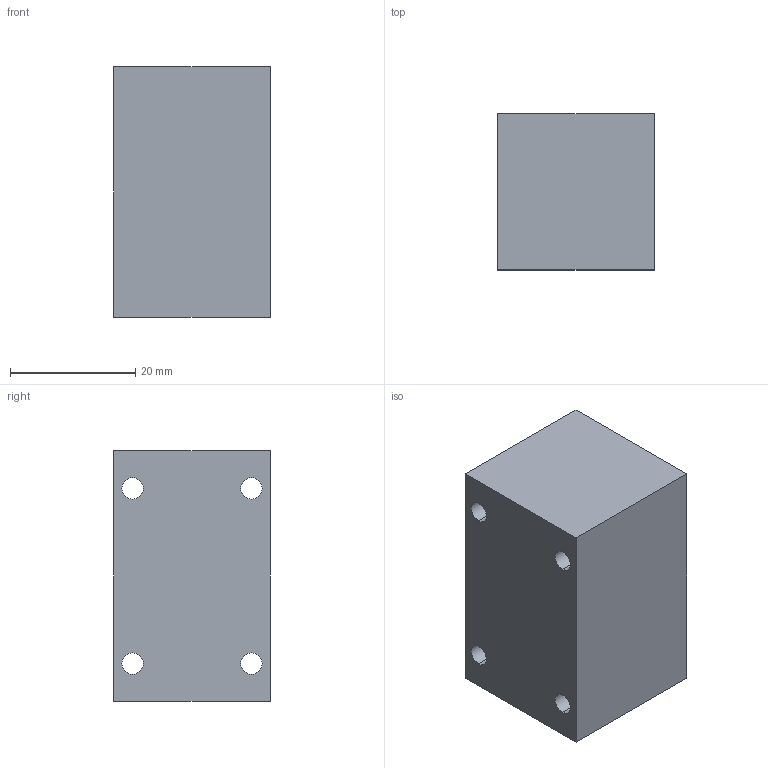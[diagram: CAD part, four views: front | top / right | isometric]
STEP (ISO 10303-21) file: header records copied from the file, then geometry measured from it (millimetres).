
FILE_DESCRIPTION (( 'STEP AP214' ), '1' );
FILE_NAME ('L-25-310_Airtec.step', '2018-12-05T13:24:26', ( '' ), ( '' ), 'SwSTEP 2.0', 'SolidWorks 2010', '' );
FILE_SCHEMA (( 'AUTOMOTIVE_DESIGN' ));
Length unit declared in the file: millimetre
Products named in the file (1): L-25-310_Airtec
Bounding box: 25 x 25 x 40 mm (x, y, z)
Volume: 23666.8 mm3; surface area: 6655.5 mm2
Topology: 1 solids, 1 shells, 100 faces, 279 edges, 180 vertices
Faces by surface type: plane 76, cylinder 16, cone 8
Entity records: 3163 total; most frequent: CARTESIAN_POINT 552, ORIENTED_EDGE 542, DIRECTION 507, EDGE_CURVE 271, VECTOR 237, LINE 237, VERTEX_POINT 180, AXIS2_PLACEMENT_3D 135
